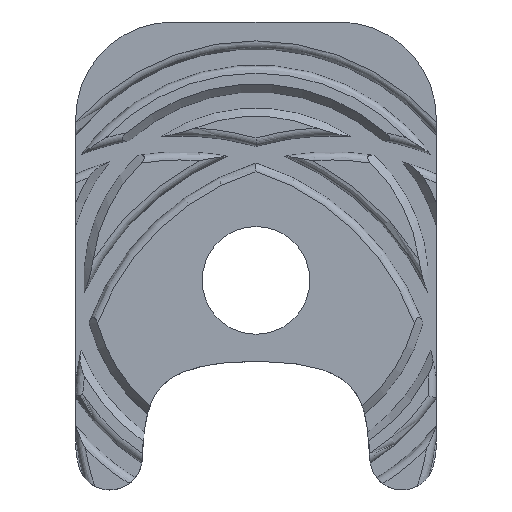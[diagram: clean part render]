
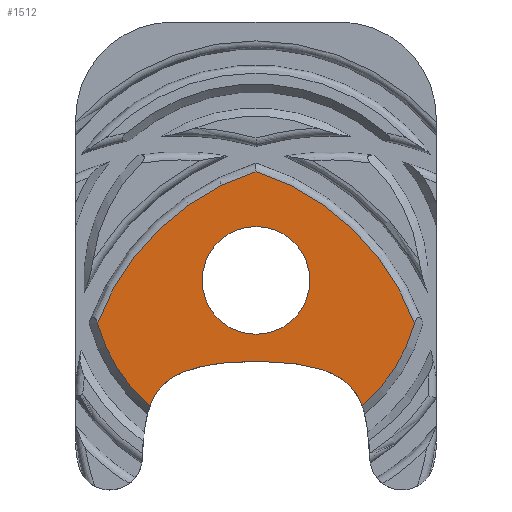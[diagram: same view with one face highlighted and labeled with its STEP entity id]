
A CAD part, top view. The second image highlights one B-rep face of the part: STEP entity #1512.
In plain terms, the highlighted planar face has unit normal (0, 0, 1).
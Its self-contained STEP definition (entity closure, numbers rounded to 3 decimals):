
#26=(
BOUNDED_CURVE()
B_SPLINE_CURVE(5,(#2747,#2748,#2749,#2750,#2751,#2752,#2753,#2754,#2755,
#2756,#2757),.UNSPECIFIED.,.F.,.F.)
B_SPLINE_CURVE_WITH_KNOTS((6,1,1,1,1,1,6),(0.219,0.3,0.4,0.5,
0.6,0.7,0.781),.UNSPECIFIED.)
CURVE()
GEOMETRIC_REPRESENTATION_ITEM()
RATIONAL_B_SPLINE_CURVE((1.,1.,1.,1.,1.,1.,1.,1.,1.,1.,1.))
REPRESENTATION_ITEM('')
);
#36=FACE_BOUND('',#467,.T.);
#46=PLANE('',#1671);
#269=CIRCLE('',#1672,30.5);
#270=CIRCLE('',#1673,46.25);
#271=CIRCLE('',#1674,46.25);
#272=CIRCLE('',#1675,30.5);
#273=CIRCLE('',#1676,10.);
#368=FACE_OUTER_BOUND('',#466,.T.);
#466=EDGE_LOOP('',(#1185,#1186,#1187,#1188,#1189));
#467=EDGE_LOOP('',(#1190));
#653=VERTEX_POINT('',#2741);
#654=VERTEX_POINT('',#2746);
#702=VERTEX_POINT('',#2960);
#703=VERTEX_POINT('',#2962);
#704=VERTEX_POINT('',#2964);
#705=VERTEX_POINT('',#2967);
#821=EDGE_CURVE('',#654,#653,#26,.T.);
#885=EDGE_CURVE('',#702,#653,#269,.T.);
#886=EDGE_CURVE('',#703,#702,#270,.T.);
#887=EDGE_CURVE('',#704,#703,#271,.T.);
#888=EDGE_CURVE('',#654,#704,#272,.T.);
#889=EDGE_CURVE('',#705,#705,#273,.T.);
#1185=ORIENTED_EDGE('',*,*,#821,.T.);
#1186=ORIENTED_EDGE('',*,*,#885,.F.);
#1187=ORIENTED_EDGE('',*,*,#886,.F.);
#1188=ORIENTED_EDGE('',*,*,#887,.F.);
#1189=ORIENTED_EDGE('',*,*,#888,.F.);
#1190=ORIENTED_EDGE('',*,*,#889,.T.);
#1512=ADVANCED_FACE('',(#368,#36),#46,.T.);
#1671=AXIS2_PLACEMENT_3D('',#2959,#1969,#1970);
#1672=AXIS2_PLACEMENT_3D('',#2961,#1971,#1972);
#1673=AXIS2_PLACEMENT_3D('',#2963,#1973,#1974);
#1674=AXIS2_PLACEMENT_3D('',#2965,#1975,#1976);
#1675=AXIS2_PLACEMENT_3D('',#2966,#1977,#1978);
#1676=AXIS2_PLACEMENT_3D('',#2968,#1979,#1980);
#1969=DIRECTION('center_axis',(0.,0.,1.));
#1970=DIRECTION('ref_axis',(1.,0.,0.));
#1971=DIRECTION('center_axis',(0.,0.,-1.));
#1972=DIRECTION('ref_axis',(1.,0.,0.));
#1973=DIRECTION('center_axis',(0.,0.,-1.));
#1974=DIRECTION('ref_axis',(0.671,0.742,0.));
#1975=DIRECTION('center_axis',(0.,0.,-1.));
#1976=DIRECTION('ref_axis',(-0.671,0.742,0.));
#1977=DIRECTION('center_axis',(0.,0.,-1.));
#1978=DIRECTION('ref_axis',(1.,0.,0.));
#1979=DIRECTION('center_axis',(0.,0.,-1.));
#1980=DIRECTION('ref_axis',(1.,0.,0.));
#2741=CARTESIAN_POINT('',(19.705,-23.28,0.));
#2746=CARTESIAN_POINT('',(-19.705,-23.28,0.));
#2747=CARTESIAN_POINT('Ctrl Pts',(-19.705,-23.28,0.));
#2748=CARTESIAN_POINT('Ctrl Pts',(-19.307,-22.207,0.));
#2749=CARTESIAN_POINT('Ctrl Pts',(-18.218,-20.046,0.));
#2750=CARTESIAN_POINT('Ctrl Pts',(-15.749,-17.476,0.));
#2751=CARTESIAN_POINT('Ctrl Pts',(-10.402,-15.387,0.));
#2752=CARTESIAN_POINT('Ctrl Pts',(0.,-14.57,
0.));
#2753=CARTESIAN_POINT('Ctrl Pts',(10.402,-15.387,0.));
#2754=CARTESIAN_POINT('Ctrl Pts',(15.749,-17.476,0.));
#2755=CARTESIAN_POINT('Ctrl Pts',(18.218,-20.046,0.));
#2756=CARTESIAN_POINT('Ctrl Pts',(19.307,-22.207,0.));
#2757=CARTESIAN_POINT('Ctrl Pts',(19.705,-23.28,0.));
#2959=CARTESIAN_POINT('Origin',(0.,0.,0.));
#2960=CARTESIAN_POINT('',(29.436,-7.987,0.));
#2961=CARTESIAN_POINT('Origin',(0.,0.,
0.));
#2962=CARTESIAN_POINT('',(0.,20.205,0.));
#2963=CARTESIAN_POINT('Origin',(-14.,-23.875,0.));
#2964=CARTESIAN_POINT('',(-29.436,-7.987,0.));
#2965=CARTESIAN_POINT('Origin',(14.,-23.875,0.));
#2966=CARTESIAN_POINT('Origin',(0.,0.,
0.));
#2967=CARTESIAN_POINT('',(-10.,0.,0.));
#2968=CARTESIAN_POINT('Origin',(0.,0.,
0.));
